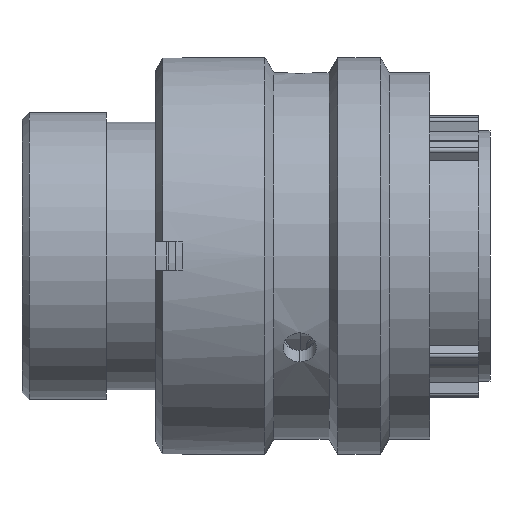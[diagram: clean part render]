
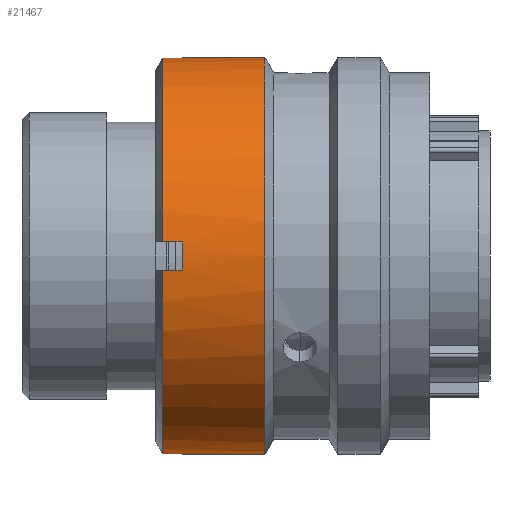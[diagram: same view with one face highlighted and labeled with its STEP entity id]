
A CAD part, front view. The second image highlights one B-rep face of the part: STEP entity #21467.
In plain terms, the highlighted cylindrical face has radius 14.15 mm (diameter 28.3 mm), a partial arc.
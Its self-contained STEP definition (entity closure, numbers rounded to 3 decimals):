
#572 = CARTESIAN_POINT ( 'NONE',  ( 11.42, -1., 14.115 ) ) ;
#1384 = CARTESIAN_POINT ( 'NONE',  ( 10.02, -1., -14.115 ) ) ;
#1721 = CIRCLE ( 'NONE', #5644, 14.15 ) ;
#2088 = DIRECTION ( 'NONE',  ( 1., 0., 0. ) ) ;
#3901 = DIRECTION ( 'NONE',  ( 1., 0., 0. ) ) ;
#4176 = DIRECTION ( 'NONE',  ( 0., 0., -1. ) ) ;
#4498 = DIRECTION ( 'NONE',  ( 1., 0., 0. ) ) ;
#5068 = LINE ( 'NONE', #57295, #49936 ) ;
#5644 = AXIS2_PLACEMENT_3D ( 'NONE', #6875, #47795, #12783 ) ;
#5877 = CARTESIAN_POINT ( 'NONE',  ( 11.42, -14.115, 1. ) ) ;
#6726 = ORIENTED_EDGE ( 'NONE', *, *, #68824, .T. ) ;
#6875 = CARTESIAN_POINT ( 'NONE',  ( 11.42, 0., 0. ) ) ;
#7821 = LINE ( 'NONE', #67344, #68089 ) ;
#8028 = DIRECTION ( 'NONE',  ( 1., 0., 0. ) ) ;
#10523 = VERTEX_POINT ( 'NONE', #5877 ) ;
#11193 = EDGE_CURVE ( 'NONE', #13429, #35815, #43965, .T. ) ;
#12783 = DIRECTION ( 'NONE',  ( 0., 0., 1. ) ) ;
#13429 = VERTEX_POINT ( 'NONE', #68632 ) ;
#13710 = VERTEX_POINT ( 'NONE', #58931 ) ;
#14068 = EDGE_CURVE ( 'NONE', #65704, #19183, #51653, .T. ) ;
#14289 = VERTEX_POINT ( 'NONE', #35399 ) ;
#15704 = CIRCLE ( 'NONE', #66517, 14.15 ) ;
#15771 = CYLINDRICAL_SURFACE ( 'NONE', #48793, 14.15 ) ;
#16054 = DIRECTION ( 'NONE',  ( 1., 0., 0. ) ) ;
#16499 = VERTEX_POINT ( 'NONE', #58659 ) ;
#18873 = EDGE_CURVE ( 'NONE', #13710, #19404, #68399, .T. ) ;
#19183 = VERTEX_POINT ( 'NONE', #22847 ) ;
#19404 = VERTEX_POINT ( 'NONE', #54282 ) ;
#21053 = ORIENTED_EDGE ( 'NONE', *, *, #18873, .F. ) ;
#21109 = EDGE_CURVE ( 'NONE', #19404, #14289, #39752, .T. ) ;
#21467 = ADVANCED_FACE ( 'NONE', ( #36869 ), #15771, .T. ) ;
#22847 = CARTESIAN_POINT ( 'NONE',  ( 10.02, -14.115, 1. ) ) ;
#22951 = CIRCLE ( 'NONE', #60543, 14.15 ) ;
#25099 = CARTESIAN_POINT ( 'NONE',  ( 29.07, 0., 0. ) ) ;
#25363 = VERTEX_POINT ( 'NONE', #572 ) ;
#25767 = DIRECTION ( 'NONE',  ( 1., 0., 0. ) ) ;
#27834 = EDGE_CURVE ( 'NONE', #35815, #14289, #31040, .T. ) ;
#28158 = DIRECTION ( 'NONE',  ( 1., 0., 0. ) ) ;
#28455 = DIRECTION ( 'NONE',  ( 1., 0., 0. ) ) ;
#30456 = ORIENTED_EDGE ( 'NONE', *, *, #27834, .T. ) ;
#31040 = LINE ( 'NONE', #60739, #62080 ) ;
#31719 = CARTESIAN_POINT ( 'NONE',  ( 10.02, -14.115, -1. ) ) ;
#31807 = CARTESIAN_POINT ( 'NONE',  ( 11.42, 0., -14.15 ) ) ;
#32375 = DIRECTION ( 'NONE',  ( -1., 0., 0. ) ) ;
#33184 = VECTOR ( 'NONE', #65247, 1000. ) ;
#34762 = ORIENTED_EDGE ( 'NONE', *, *, #14068, .T. ) ;
#35399 = CARTESIAN_POINT ( 'NONE',  ( 17.324, 0., -14.15 ) ) ;
#35815 = VERTEX_POINT ( 'NONE', #31807 ) ;
#36869 = FACE_OUTER_BOUND ( 'NONE', #39251, .T. ) ;
#37143 = CARTESIAN_POINT ( 'NONE',  ( 10.02, 0., 0. ) ) ;
#37411 = VECTOR ( 'NONE', #16054, 1000. ) ;
#37616 = VERTEX_POINT ( 'NONE', #31719 ) ;
#39003 = CARTESIAN_POINT ( 'NONE',  ( 10.02, 0., 0. ) ) ;
#39251 = EDGE_LOOP ( 'NONE', ( #21053, #6726, #59372, #34762, #67759, #56717, #68163, #44395, #66278, #39672, #30456, #43571 ) ) ;
#39283 = DIRECTION ( 'NONE',  ( 1., 0., 0. ) ) ;
#39612 = CARTESIAN_POINT ( 'NONE',  ( 29.07, -14.115, 1. ) ) ;
#39672 = ORIENTED_EDGE ( 'NONE', *, *, #11193, .T. ) ;
#39752 = CIRCLE ( 'NONE', #68730, 14.15 ) ;
#41682 = LINE ( 'NONE', #39612, #70813 ) ;
#42375 = VERTEX_POINT ( 'NONE', #1384 ) ;
#43044 = DIRECTION ( 'NONE',  ( 0., 0., -1. ) ) ;
#43080 = CARTESIAN_POINT ( 'NONE',  ( 11.42, 0., 0. ) ) ;
#43571 = ORIENTED_EDGE ( 'NONE', *, *, #21109, .F. ) ;
#43965 = CIRCLE ( 'NONE', #74141, 14.15 ) ;
#44395 = ORIENTED_EDGE ( 'NONE', *, *, #61262, .T. ) ;
#44878 = DIRECTION ( 'NONE',  ( 0., 0., -1. ) ) ;
#47739 = CARTESIAN_POINT ( 'NONE',  ( 29.07, -1., 14.115 ) ) ;
#47795 = DIRECTION ( 'NONE',  ( 1., 0., 0. ) ) ;
#48785 = CARTESIAN_POINT ( 'NONE',  ( 10.02, -1., 14.115 ) ) ;
#48793 = AXIS2_PLACEMENT_3D ( 'NONE', #25099, #59844, #65922 ) ;
#48928 = DIRECTION ( 'NONE',  ( 0., 0., 1. ) ) ;
#49794 = EDGE_CURVE ( 'NONE', #10523, #16499, #1721, .T. ) ;
#49936 = VECTOR ( 'NONE', #28158, 1000. ) ;
#50608 = LINE ( 'NONE', #47739, #33184 ) ;
#51123 = CARTESIAN_POINT ( 'NONE',  ( 29.07, 0., 14.15 ) ) ;
#51653 = CIRCLE ( 'NONE', #58265, 14.15 ) ;
#54282 = CARTESIAN_POINT ( 'NONE',  ( 17.324, 0., 14.15 ) ) ;
#56717 = ORIENTED_EDGE ( 'NONE', *, *, #49794, .T. ) ;
#57295 = CARTESIAN_POINT ( 'NONE',  ( 29.07, -1., -14.115 ) ) ;
#58265 = AXIS2_PLACEMENT_3D ( 'NONE', #39003, #3901, #44878 ) ;
#58659 = CARTESIAN_POINT ( 'NONE',  ( 11.42, -14.115, -1. ) ) ;
#58931 = CARTESIAN_POINT ( 'NONE',  ( 11.42, 0., 14.15 ) ) ;
#59372 = ORIENTED_EDGE ( 'NONE', *, *, #71002, .T. ) ;
#59844 = DIRECTION ( 'NONE',  ( 1., 0., 0. ) ) ;
#60167 = EDGE_CURVE ( 'NONE', #16499, #37616, #7821, .T. ) ;
#60356 = EDGE_CURVE ( 'NONE', #19183, #10523, #41682, .T. ) ;
#60543 = AXIS2_PLACEMENT_3D ( 'NONE', #43080, #8028, #48928 ) ;
#60739 = CARTESIAN_POINT ( 'NONE',  ( 29.07, 0., -14.15 ) ) ;
#61262 = EDGE_CURVE ( 'NONE', #37616, #42375, #15704, .T. ) ;
#62080 = VECTOR ( 'NONE', #25767, 1000. ) ;
#63401 = CARTESIAN_POINT ( 'NONE',  ( 11.42, 0., 0. ) ) ;
#65247 = DIRECTION ( 'NONE',  ( -1., 0., 0. ) ) ;
#65704 = VERTEX_POINT ( 'NONE', #48785 ) ;
#65922 = DIRECTION ( 'NONE',  ( 0., 0., -1. ) ) ;
#66278 = ORIENTED_EDGE ( 'NONE', *, *, #70218, .T. ) ;
#66517 = AXIS2_PLACEMENT_3D ( 'NONE', #37143, #2088, #43044 ) ;
#67344 = CARTESIAN_POINT ( 'NONE',  ( 29.07, -14.115, -1. ) ) ;
#67759 = ORIENTED_EDGE ( 'NONE', *, *, #60356, .T. ) ;
#68089 = VECTOR ( 'NONE', #32375, 1000. ) ;
#68163 = ORIENTED_EDGE ( 'NONE', *, *, #60167, .T. ) ;
#68399 = LINE ( 'NONE', #51123, #37411 ) ;
#68632 = CARTESIAN_POINT ( 'NONE',  ( 11.42, -1., -14.115 ) ) ;
#68730 = AXIS2_PLACEMENT_3D ( 'NONE', #74197, #39283, #4176 ) ;
#68824 = EDGE_CURVE ( 'NONE', #13710, #25363, #22951, .T. ) ;
#69302 = DIRECTION ( 'NONE',  ( 0., 0., 1. ) ) ;
#70218 = EDGE_CURVE ( 'NONE', #42375, #13429, #5068, .T. ) ;
#70813 = VECTOR ( 'NONE', #4498, 1000. ) ;
#71002 = EDGE_CURVE ( 'NONE', #25363, #65704, #50608, .T. ) ;
#74141 = AXIS2_PLACEMENT_3D ( 'NONE', #63401, #28455, #69302 ) ;
#74197 = CARTESIAN_POINT ( 'NONE',  ( 17.324, 0., 0. ) ) ;
